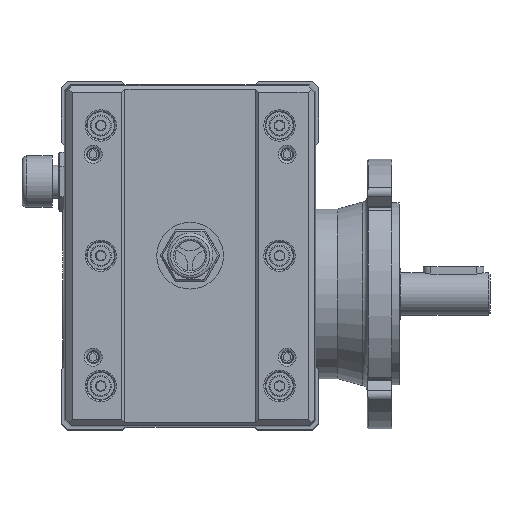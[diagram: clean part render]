
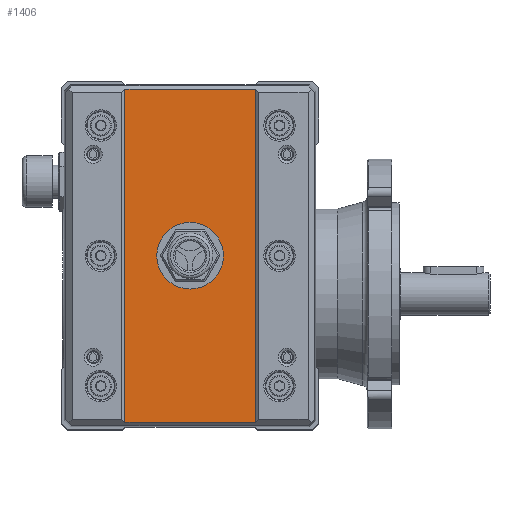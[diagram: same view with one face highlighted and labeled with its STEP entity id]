
A CAD part, top view. The second image highlights one B-rep face of the part: STEP entity #1406.
In plain terms, the highlighted planar face has unit normal (0, 0, 1).
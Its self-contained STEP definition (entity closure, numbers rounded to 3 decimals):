
#1406 = ADVANCED_FACE( '', ( #3368, #3369 ), #3370, .T. );
#3368 = FACE_OUTER_BOUND( '', #5937, .T. );
#3369 = FACE_BOUND( '', #5938, .T. );
#3370 = PLANE( '', #5939 );
#5937 = EDGE_LOOP( '', ( #9964, #9965, #9966, #9967 ) );
#5938 = EDGE_LOOP( '', ( #9968 ) );
#5939 = AXIS2_PLACEMENT_3D( '', #9969, #9970, #9971 );
#9964 = ORIENTED_EDGE( '', *, *, #14723, .F. );
#9965 = ORIENTED_EDGE( '', *, *, #14639, .F. );
#9966 = ORIENTED_EDGE( '', *, *, #14370, .F. );
#9967 = ORIENTED_EDGE( '', *, *, #14116, .F. );
#9968 = ORIENTED_EDGE( '', *, *, #14149, .F. );
#9969 = CARTESIAN_POINT( '', ( 27.468, 80.755, 84. ) );
#9970 = DIRECTION( '', ( 0., 0., 1. ) );
#9971 = DIRECTION( '', ( 1., 0., 0. ) );
#14116 = EDGE_CURVE( '', #16875, #16876, #16877, .T. );
#14149 = EDGE_CURVE( '', #16927, #16927, #16928, .T. );
#14370 = EDGE_CURVE( '', #16876, #17279, #17280, .T. );
#14639 = EDGE_CURVE( '', #17279, #17683, #17686, .T. );
#14723 = EDGE_CURVE( '', #17683, #16875, #17810, .T. );
#16875 = VERTEX_POINT( '', #23010 );
#16876 = VERTEX_POINT( '', #23011 );
#16877 = LINE( '', #23012, #23013 );
#16927 = VERTEX_POINT( '', #23081 );
#16928 = CIRCLE( '', #23082, 11. );
#17279 = VERTEX_POINT( '', #23859 );
#17280 = LINE( '', #23860, #23861 );
#17683 = VERTEX_POINT( '', #25049 );
#17686 = LINE( '', #25054, #25055 );
#17810 = LINE( '', #25278, #25279 );
#23010 = CARTESIAN_POINT( '', ( 22.5, 113.415, 84. ) );
#23011 = CARTESIAN_POINT( '', ( 22.5, 3.391, 84. ) );
#23012 = CARTESIAN_POINT( '', ( 22.5, 129.708, 84. ) );
#23013 = VECTOR( '', #28935, 1000. );
#23081 = CARTESIAN_POINT( '', ( 12., 58.403, 84. ) );
#23082 = AXIS2_PLACEMENT_3D( '', #28975, #28976, #28977 );
#23859 = CARTESIAN_POINT( '', ( -20.5, 3.391, 84. ) );
#23860 = CARTESIAN_POINT( '', ( -109.5, 3.391, 84. ) );
#23861 = VECTOR( '', #29286, 1000. );
#25049 = CARTESIAN_POINT( '', ( -20.5, 113.415, 84. ) );
#25054 = CARTESIAN_POINT( '', ( -20.5, 129.708, 84. ) );
#25055 = VECTOR( '', #29576, 1000. );
#25278 = CARTESIAN_POINT( '', ( -109.5, 113.415, 84. ) );
#25279 = VECTOR( '', #29670, 1000. );
#28935 = DIRECTION( '', ( 0., -1., 0. ) );
#28975 = CARTESIAN_POINT( '', ( 1., 58.403, 84. ) );
#28976 = DIRECTION( '', ( 0., 0., 1. ) );
#28977 = DIRECTION( '', ( 1., 0., 0. ) );
#29286 = DIRECTION( '', ( -1., 0., 0. ) );
#29576 = DIRECTION( '', ( 0., 1., 0. ) );
#29670 = DIRECTION( '', ( 1., 0., 0. ) );
